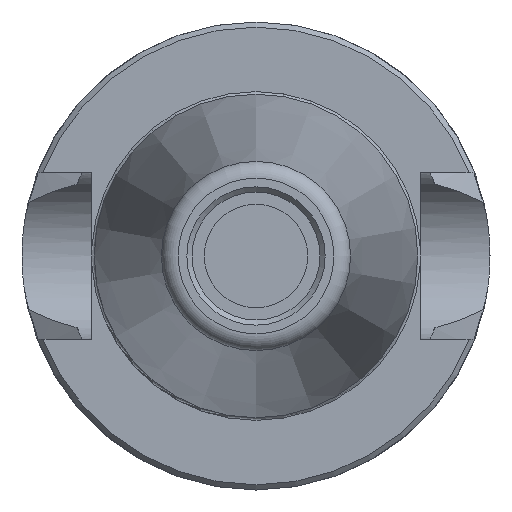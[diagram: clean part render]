
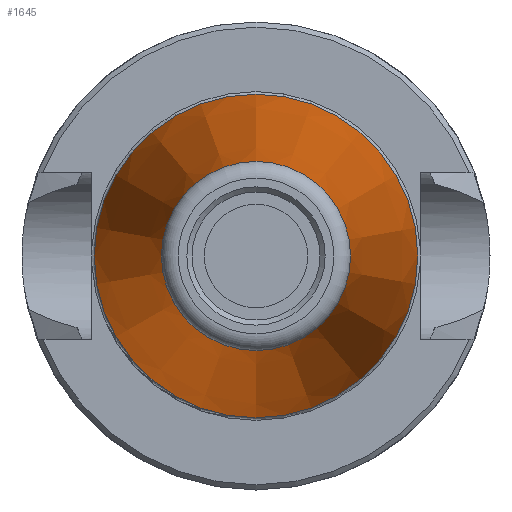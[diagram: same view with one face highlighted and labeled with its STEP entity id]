
A CAD part, left-side view. The second image highlights one B-rep face of the part: STEP entity #1645.
In plain terms, the highlighted conical face has half-angle 7.973 degrees and reference radius 15.875 mm.
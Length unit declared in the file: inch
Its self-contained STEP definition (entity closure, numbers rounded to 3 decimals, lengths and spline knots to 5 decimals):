
#123=CONICAL_SURFACE('',#1798,0.625,0.139);
#142=LINE('',#2540,#207);
#207=VECTOR('',#2072,0.625);
#340=FACE_OUTER_BOUND('',#440,.T.);
#440=EDGE_LOOP('',(#1142,#1143,#1144,#1145,#1146,#1147));
#542=CIRCLE('',#1794,0.36534);
#543=CIRCLE('',#1795,0.36534);
#545=CIRCLE('',#1799,0.625);
#546=CIRCLE('',#1800,0.625);
#657=VERTEX_POINT('',#2528);
#658=VERTEX_POINT('',#2530);
#660=VERTEX_POINT('',#2537);
#661=VERTEX_POINT('',#2538);
#846=EDGE_CURVE('',#657,#658,#542,.T.);
#847=EDGE_CURVE('',#658,#657,#543,.T.);
#849=EDGE_CURVE('',#660,#661,#545,.T.);
#850=EDGE_CURVE('',#661,#658,#142,.T.);
#851=EDGE_CURVE('',#661,#660,#546,.T.);
#1142=ORIENTED_EDGE('',*,*,#849,.T.);
#1143=ORIENTED_EDGE('',*,*,#850,.T.);
#1144=ORIENTED_EDGE('',*,*,#846,.F.);
#1145=ORIENTED_EDGE('',*,*,#847,.F.);
#1146=ORIENTED_EDGE('',*,*,#850,.F.);
#1147=ORIENTED_EDGE('',*,*,#851,.T.);
#1645=ADVANCED_FACE('',(#340),#123,.T.);
#1794=AXIS2_PLACEMENT_3D('',#2531,#2060,#2061);
#1795=AXIS2_PLACEMENT_3D('',#2532,#2062,#2063);
#1798=AXIS2_PLACEMENT_3D('',#2536,#2068,#2069);
#1799=AXIS2_PLACEMENT_3D('',#2539,#2070,#2071);
#1800=AXIS2_PLACEMENT_3D('',#2541,#2073,#2074);
#2060=DIRECTION('center_axis',(-1.,0.,0.));
#2061=DIRECTION('ref_axis',(0.,0.,-1.));
#2062=DIRECTION('center_axis',(-1.,0.,0.));
#2063=DIRECTION('ref_axis',(0.,0.,-1.));
#2068=DIRECTION('center_axis',(1.,0.,0.));
#2069=DIRECTION('ref_axis',(0.,0.,-1.));
#2070=DIRECTION('center_axis',(-1.,0.,0.));
#2071=DIRECTION('ref_axis',(0.,0.,1.));
#2072=DIRECTION('',(-0.99,0.,-0.139));
#2073=DIRECTION('center_axis',(-1.,0.,0.));
#2074=DIRECTION('ref_axis',(0.,0.,1.));
#2528=CARTESIAN_POINT('',(-1.85402,0.,-0.36534));
#2530=CARTESIAN_POINT('',(-1.85402,0.,0.36534));
#2531=CARTESIAN_POINT('Origin',(-1.85402,0.,0.));
#2532=CARTESIAN_POINT('Origin',(-1.85402,0.,0.));
#2536=CARTESIAN_POINT('Origin',(0.,0.,0.));
#2537=CARTESIAN_POINT('',(0.,0.,-0.625));
#2538=CARTESIAN_POINT('',(0.,0.,0.625));
#2539=CARTESIAN_POINT('Origin',(0.,0.,0.));
#2540=CARTESIAN_POINT('',(0.,0.,0.625));
#2541=CARTESIAN_POINT('Origin',(0.,0.,0.));
